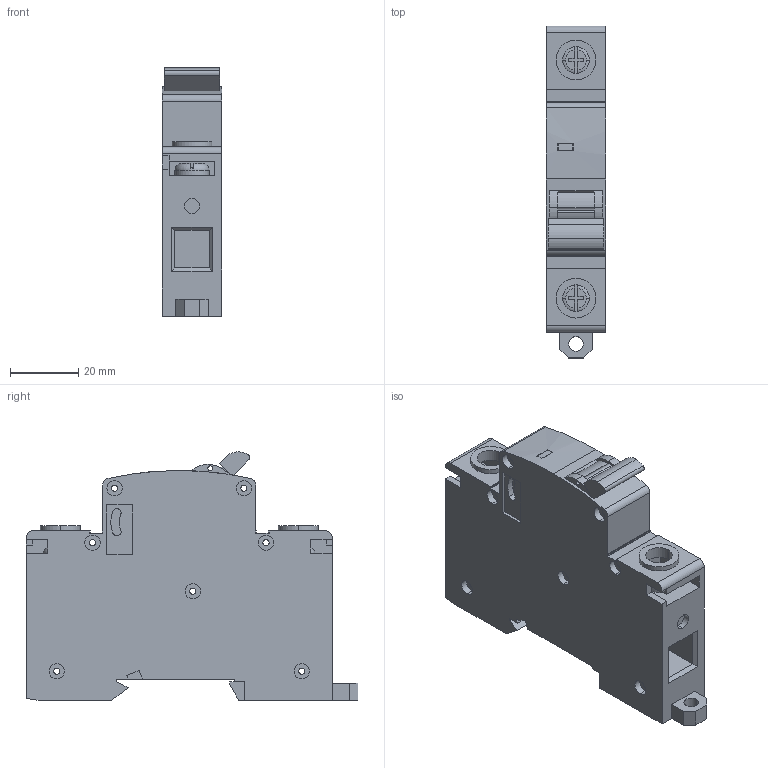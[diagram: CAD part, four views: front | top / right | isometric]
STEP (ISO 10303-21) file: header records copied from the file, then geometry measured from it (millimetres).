
FILE_DESCRIPTION (( 'STEP AP203' ), '1' );
FILE_NAME ('Âûêëþ÷àòåëü íàãðóçêè AVN 1P 100A EKF AVERES (avn-1-100-av).STEP', '2022-06-07T07:29:30', ( '' ), ( '' ), 'SwSTEP 2.0', 'SolidWorks 2021', '' );
FILE_SCHEMA (( 'CONFIG_CONTROL_DESIGN' ));
Length unit declared in the file: millimetre
Products named in the file (1): Âûêëþ÷àòåëü íàãðóçêè AVN 1P 100A EKF AVERES (avn-1-100-av)
Bounding box: 17.5 x 97.5 x 73 mm (x, y, z)
Volume: 81056.5 mm3; surface area: 21480.3 mm2
Topology: 1 solids, 1 shells, 274 faces, 714 edges, 468 vertices
Faces by surface type: plane 185, cylinder 85, torus 4
Entity records: 8577 total; most frequent: CARTESIAN_POINT 1549, DIRECTION 1446, ORIENTED_EDGE 1428, EDGE_CURVE 714, VECTOR 508, LINE 508, AXIS2_PLACEMENT_3D 469, VERTEX_POINT 468
